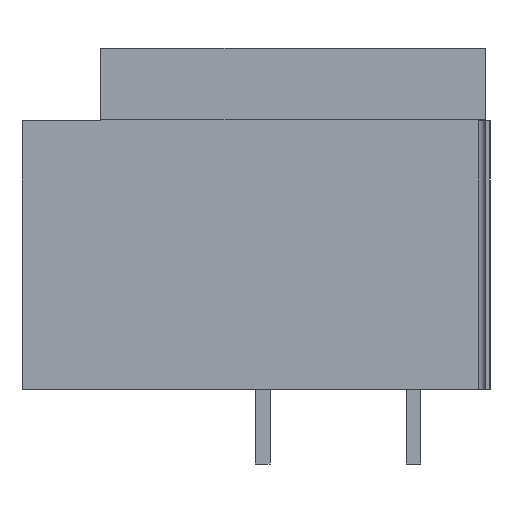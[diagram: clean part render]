
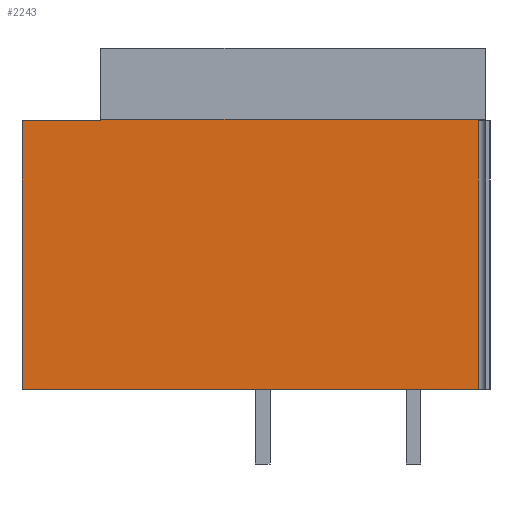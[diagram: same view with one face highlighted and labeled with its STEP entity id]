
A CAD part, left-side view. The second image highlights one B-rep face of the part: STEP entity #2243.
In plain terms, the highlighted planar face has unit normal (-1, 0, 0).
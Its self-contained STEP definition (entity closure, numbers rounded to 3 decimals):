
#216=DIRECTION('',(0.,0.,-1.));
#217=VECTOR('',#216,181.);
#218=CARTESIAN_POINT('',(-143.,8.,66.));
#219=LINE('',#218,#217);
#220=DIRECTION('',(0.,1.,0.));
#221=VECTOR('',#220,259.);
#222=CARTESIAN_POINT('',(-143.,3.,67.));
#223=LINE('',#222,#221);
#224=DIRECTION('',(0.,-1.,0.));
#225=VECTOR('',#224,5.);
#226=CARTESIAN_POINT('',(-143.,8.,66.));
#227=LINE('',#226,#225);
#356=DIRECTION('',(0.,1.,0.));
#357=VECTOR('',#356,307.);
#358=CARTESIAN_POINT('',(-143.,8.,-115.));
#359=LINE('',#358,#357);
#1186=DIRECTION('',(0.,0.,-1.));
#1187=VECTOR('',#1186,1.);
#1188=CARTESIAN_POINT('',(-143.,3.,67.));
#1189=LINE('',#1188,#1187);
#1210=DIRECTION('',(0.,0.,1.));
#1211=VECTOR('',#1210,1.);
#1212=CARTESIAN_POINT('',(-143.,262.,66.));
#1213=LINE('',#1212,#1211);
#1230=DIRECTION('',(0.,-1.,0.));
#1231=VECTOR('',#1230,53.);
#1232=CARTESIAN_POINT('',(-143.,315.,66.));
#1233=LINE('',#1232,#1231);
#1242=DIRECTION('',(0.,0.,-1.));
#1243=VECTOR('',#1242,181.);
#1244=CARTESIAN_POINT('',(-143.,315.,66.));
#1245=LINE('',#1244,#1243);
#1614=CARTESIAN_POINT('',(-143.,315.,66.));
#1615=CARTESIAN_POINT('',(-143.,315.,-115.));
#1616=VERTEX_POINT('',#1614);
#1617=VERTEX_POINT('',#1615);
#1624=CARTESIAN_POINT('',(-143.,262.,66.));
#1625=VERTEX_POINT('',#1624);
#1782=CARTESIAN_POINT('',(-143.,3.,67.));
#1784=VERTEX_POINT('',#1782);
#1786=CARTESIAN_POINT('',(-143.,262.,67.));
#1788=VERTEX_POINT('',#1786);
#1912=CARTESIAN_POINT('',(-143.,8.,66.));
#1913=CARTESIAN_POINT('',(-143.,8.,-115.));
#1914=VERTEX_POINT('',#1912);
#1915=VERTEX_POINT('',#1913);
#1920=CARTESIAN_POINT('',(-143.,3.,66.));
#1921=VERTEX_POINT('',#1920);
#2222=CARTESIAN_POINT('',(-143.,3.,115.));
#2223=DIRECTION('',(1.,0.,0.));
#2224=DIRECTION('',(0.,1.,0.));
#2225=AXIS2_PLACEMENT_3D('',#2222,#2223,#2224);
#2226=PLANE('',#2225);
#2227=ORIENTED_EDGE('',*,*,#2213,.T.);
#2229=ORIENTED_EDGE('',*,*,#2228,.T.);
#2231=ORIENTED_EDGE('',*,*,#2230,.F.);
#2233=ORIENTED_EDGE('',*,*,#2232,.T.);
#2235=ORIENTED_EDGE('',*,*,#2234,.T.);
#2237=ORIENTED_EDGE('',*,*,#2236,.F.);
#2239=ORIENTED_EDGE('',*,*,#2238,.T.);
#2240=ORIENTED_EDGE('',*,*,#2099,.F.);
#2241=EDGE_LOOP('',(#2227,#2229,#2231,#2233,#2235,#2237,#2239,#2240));
#2242=FACE_OUTER_BOUND('',#2241,.F.);
#2099=EDGE_CURVE('',#1914,#1921,#227,.T.);
#2213=EDGE_CURVE('',#1914,#1915,#219,.T.);
#2228=EDGE_CURVE('',#1915,#1617,#359,.T.);
#2230=EDGE_CURVE('',#1616,#1617,#1245,.T.);
#2232=EDGE_CURVE('',#1616,#1625,#1233,.T.);
#2234=EDGE_CURVE('',#1625,#1788,#1213,.T.);
#2236=EDGE_CURVE('',#1784,#1788,#223,.T.);
#2238=EDGE_CURVE('',#1784,#1921,#1189,.T.);
#2243=ADVANCED_FACE('',(#2242),#2226,.F.);
